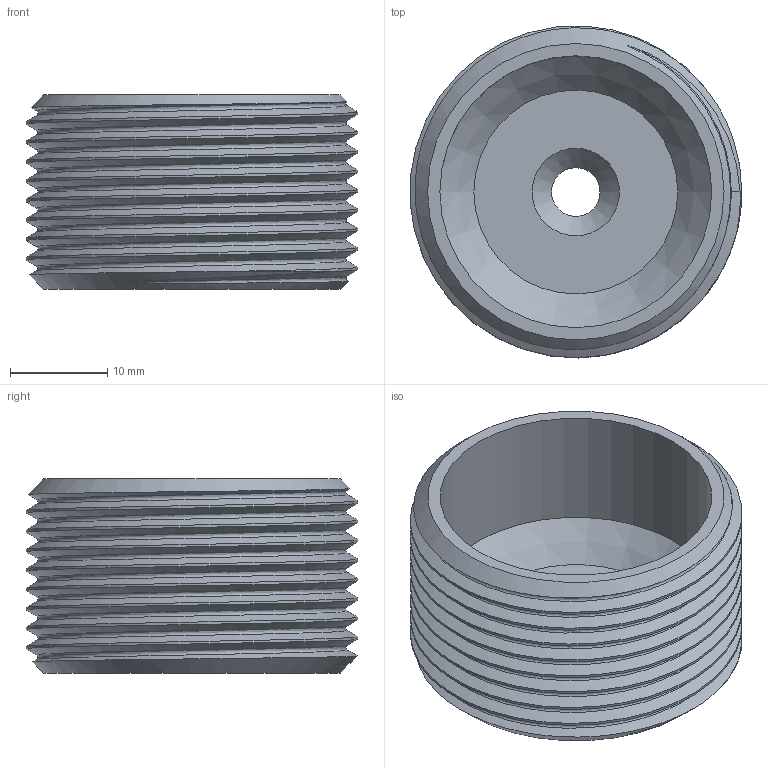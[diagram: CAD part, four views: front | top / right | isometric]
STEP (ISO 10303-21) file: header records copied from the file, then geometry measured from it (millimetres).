
FILE_DESCRIPTION(('FreeCAD Model'),'2;1');
FILE_NAME('Open CASCADE Shape Model','2025-07-02T21:01:36',('Author'),( ''),'Open CASCADE STEP processor 7.8','FreeCAD','Unknown');
FILE_SCHEMA(('AUTOMOTIVE_DESIGN { 1 0 10303 214 1 1 1 1 }'));
Length unit declared in the file: millimetre
Products named in the file (1): stick_mount_reinforced_final
Bounding box: 34.16 x 34.18 x 20 mm (x, y, z)
Volume: 7403.3 mm3; surface area: 6074.9 mm2
Topology: 1 solids, 1 shells, 52 faces, 105 edges, 56 vertices
Faces by surface type: bspline 42, cone 5, plane 3, cylinder 2
Full cylindrical faces by diameter (mm): 5 x1, 28 x1
Entity records: 4026 total; most frequent: CARTESIAN_POINT 3269, ORIENTED_EDGE 210, EDGE_CURVE 105, B_SPLINE_CURVE_WITH_KNOTS 69, VERTEX_POINT 56, FACE_BOUND 55, EDGE_LOOP 55, ADVANCED_FACE 52
